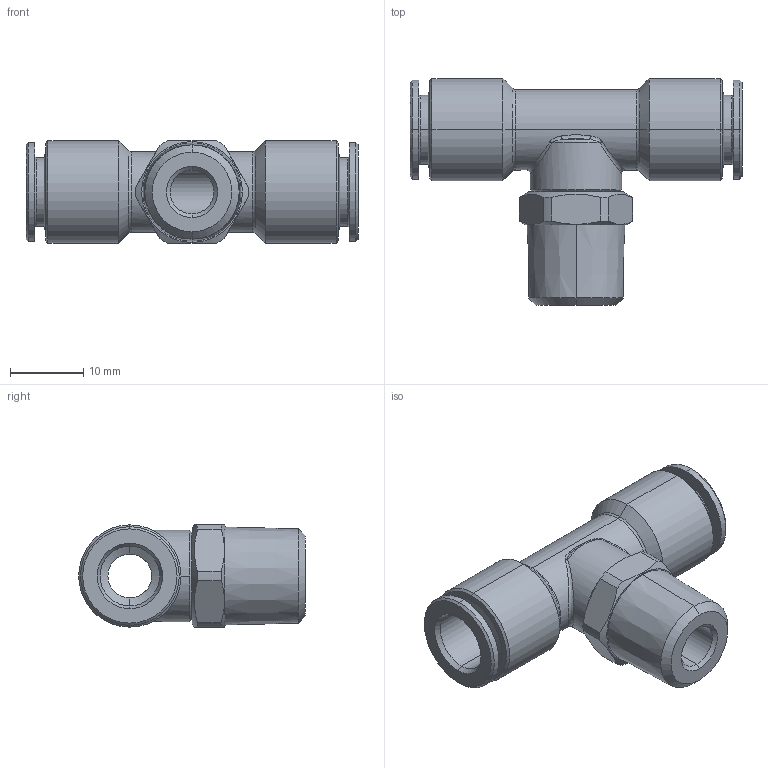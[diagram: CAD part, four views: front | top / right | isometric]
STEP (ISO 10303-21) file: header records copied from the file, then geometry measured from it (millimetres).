
FILE_DESCRIPTION (( 'STEP AP203' ), '1' );
FILE_NAME ('A0100042.STEP', '2009-03-05T09:40:01', ( 'UT1' ), ( 'sopra-pneumatic' ), 'SwSTEP 2.0', 'SolidWorks 2009', '' );
FILE_SCHEMA (( 'CONFIG_CONTROL_DESIGN' ));
Length unit declared in the file: millimetre
Products named in the file (1): A0100042
Bounding box: 45.4 x 31 x 14 mm (x, y, z)
Volume: 5649.1 mm3; surface area: 4606.1 mm2
Topology: 1 solids, 1 shells, 102 faces, 226 edges, 132 vertices
Faces by surface type: cone 42, cylinder 31, plane 15, bspline 8, torus 6
Entity records: 3419 total; most frequent: CARTESIAN_POINT 1107, DIRECTION 492, ORIENTED_EDGE 452, EDGE_CURVE 226, AXIS2_PLACEMENT_3D 207, VERTEX_POINT 132, EDGE_LOOP 112, CIRCLE 112
